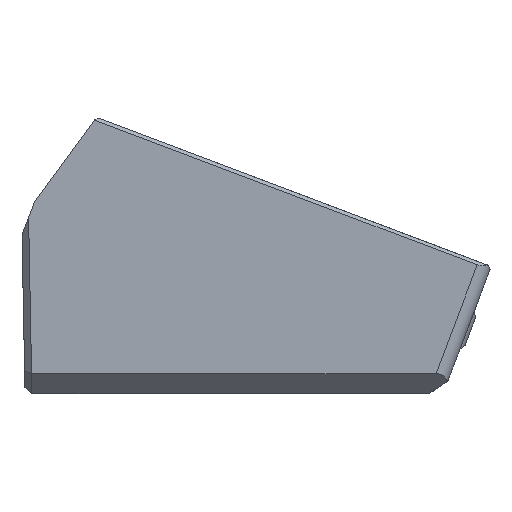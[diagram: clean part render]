
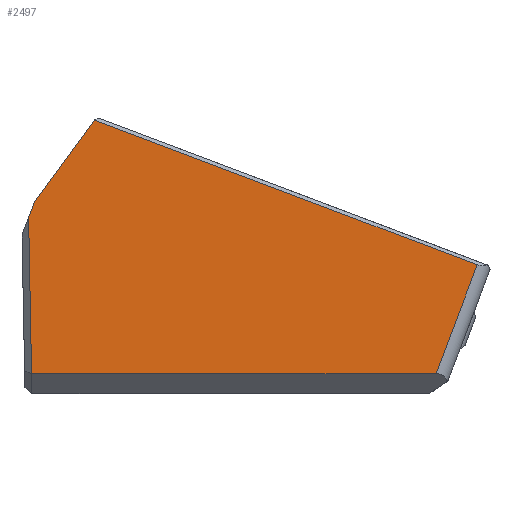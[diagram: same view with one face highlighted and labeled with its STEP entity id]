
A CAD part, left-side view. The second image highlights one B-rep face of the part: STEP entity #2497.
In plain terms, the highlighted planar face has unit normal (-1, 0, 0).
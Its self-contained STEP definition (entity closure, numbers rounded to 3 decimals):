
#768=DIRECTION('',(0.,-0.019,-1.));
#769=VECTOR('',#768,22.893);
#770=CARTESIAN_POINT('',(-56.4,29.526,20.889));
#771=LINE('',#770,#769);
#772=DIRECTION('',(0.,0.353,-0.935));
#773=VECTOR('',#772,2.541);
#774=CARTESIAN_POINT('',(-56.4,28.628,23.266));
#775=LINE('',#774,#773);
#776=DIRECTION('',(0.,0.592,-0.806));
#777=VECTOR('',#776,14.757);
#778=CARTESIAN_POINT('',(-56.4,19.891,35.159));
#779=LINE('',#778,#777);
#780=DIRECTION('',(0.,0.935,0.353));
#781=VECTOR('',#780,60.028);
#782=CARTESIAN_POINT('',(-56.4,-36.266,13.949));
#783=LINE('',#782,#781);
#784=DIRECTION('',(0.,-0.353,0.935));
#785=VECTOR('',#784,17.049);
#786=CARTESIAN_POINT('',(-56.4,-30.242,-2.));
#787=LINE('',#786,#785);
#788=DIRECTION('',(0.,1.,0.));
#789=VECTOR('',#788,59.337);
#790=CARTESIAN_POINT('',(-56.4,-30.242,-2.));
#791=LINE('',#790,#789);
#824=CARTESIAN_POINT('',(-56.4,-36.266,13.949));
#1161=CARTESIAN_POINT('',(-56.4,28.628,23.266));
#1163=VERTEX_POINT('',#1161);
#1189=CARTESIAN_POINT('',(-56.4,19.891,35.159));
#1191=VERTEX_POINT('',#1189);
#1201=VERTEX_POINT('',#824);
#1207=CARTESIAN_POINT('',(-56.4,-30.242,-2.));
#1208=VERTEX_POINT('',#1207);
#1305=CARTESIAN_POINT('',(-56.4,29.526,20.889));
#1307=VERTEX_POINT('',#1305);
#1308=CARTESIAN_POINT('',(-56.4,29.095,-2.));
#1309=VERTEX_POINT('',#1308);
#2480=CARTESIAN_POINT('',(-56.4,-29.95,0.));
#2481=DIRECTION('',(-1.,0.,0.));
#2482=DIRECTION('',(0.,1.,0.));
#2483=AXIS2_PLACEMENT_3D('',#2480,#2481,#2482);
#2484=PLANE('',#2483);
#2486=ORIENTED_EDGE('',*,*,#2485,.F.);
#2488=ORIENTED_EDGE('',*,*,#2487,.F.);
#2490=ORIENTED_EDGE('',*,*,#2489,.F.);
#2492=ORIENTED_EDGE('',*,*,#2491,.F.);
#2493=ORIENTED_EDGE('',*,*,#2284,.F.);
#2494=ORIENTED_EDGE('',*,*,#2472,.T.);
#2495=EDGE_LOOP('',(#2486,#2488,#2490,#2492,#2493,#2494));
#2496=FACE_OUTER_BOUND('',#2495,.F.);
#2497=ADVANCED_FACE('',(#2496),#2484,.T.);
#2284=EDGE_CURVE('',#1208,#1201,#787,.T.);
#2472=EDGE_CURVE('',#1208,#1309,#791,.T.);
#2485=EDGE_CURVE('',#1307,#1309,#771,.T.);
#2487=EDGE_CURVE('',#1163,#1307,#775,.T.);
#2489=EDGE_CURVE('',#1191,#1163,#779,.T.);
#2491=EDGE_CURVE('',#1201,#1191,#783,.T.);
